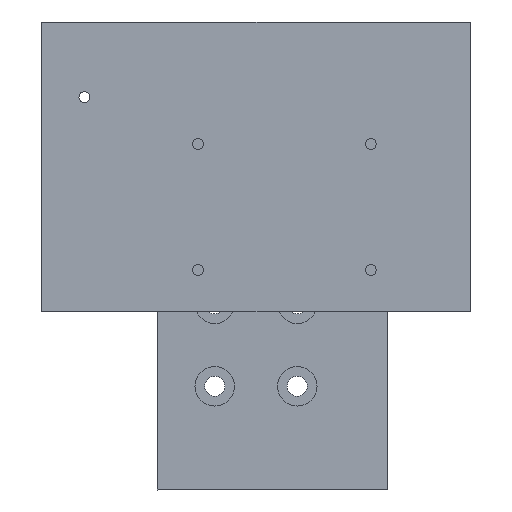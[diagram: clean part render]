
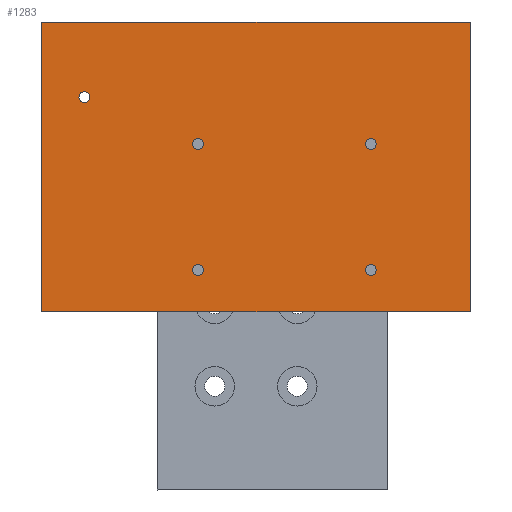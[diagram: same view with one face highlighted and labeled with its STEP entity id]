
A CAD part, front view. The second image highlights one B-rep face of the part: STEP entity #1283.
In plain terms, the highlighted planar face has unit normal (0, -1, 0).
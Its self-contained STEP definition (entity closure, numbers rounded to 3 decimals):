
#46=FACE_BOUND('',#235,.T.);
#47=FACE_BOUND('',#236,.T.);
#48=FACE_BOUND('',#237,.T.);
#49=FACE_BOUND('',#238,.T.);
#50=FACE_BOUND('',#239,.T.);
#81=PLANE('',#1395);
#141=FACE_OUTER_BOUND('',#234,.T.);
#234=EDGE_LOOP('',(#1022,#1023,#1024,#1025));
#235=EDGE_LOOP('',(#1026));
#236=EDGE_LOOP('',(#1027));
#237=EDGE_LOOP('',(#1028));
#238=EDGE_LOOP('',(#1029));
#239=EDGE_LOOP('',(#1030));
#336=LINE('',#1989,#466);
#339=LINE('',#1994,#469);
#341=LINE('',#1998,#471);
#342=LINE('',#2000,#472);
#466=VECTOR('',#1617,10.);
#469=VECTOR('',#1622,10.);
#471=VECTOR('',#1626,10.);
#472=VECTOR('',#1629,10.);
#568=CIRCLE('',#1396,1.65);
#569=CIRCLE('',#1397,1.65);
#570=CIRCLE('',#1398,1.65);
#571=CIRCLE('',#1399,1.65);
#572=CIRCLE('',#1400,1.65);
#640=VERTEX_POINT('',#1986);
#641=VERTEX_POINT('',#1988);
#642=VERTEX_POINT('',#1992);
#643=VERTEX_POINT('',#1996);
#644=VERTEX_POINT('',#2001);
#645=VERTEX_POINT('',#2003);
#646=VERTEX_POINT('',#2005);
#647=VERTEX_POINT('',#2007);
#648=VERTEX_POINT('',#2009);
#777=EDGE_CURVE('',#641,#640,#336,.T.);
#780=EDGE_CURVE('',#640,#642,#339,.T.);
#782=EDGE_CURVE('',#642,#643,#341,.T.);
#783=EDGE_CURVE('',#643,#641,#342,.T.);
#784=EDGE_CURVE('',#644,#644,#568,.T.);
#785=EDGE_CURVE('',#645,#645,#569,.T.);
#786=EDGE_CURVE('',#646,#646,#570,.T.);
#787=EDGE_CURVE('',#647,#647,#571,.T.);
#788=EDGE_CURVE('',#648,#648,#572,.T.);
#1022=ORIENTED_EDGE('',*,*,#783,.T.);
#1023=ORIENTED_EDGE('',*,*,#777,.T.);
#1024=ORIENTED_EDGE('',*,*,#780,.T.);
#1025=ORIENTED_EDGE('',*,*,#782,.T.);
#1026=ORIENTED_EDGE('',*,*,#784,.T.);
#1027=ORIENTED_EDGE('',*,*,#785,.T.);
#1028=ORIENTED_EDGE('',*,*,#786,.T.);
#1029=ORIENTED_EDGE('',*,*,#787,.T.);
#1030=ORIENTED_EDGE('',*,*,#788,.T.);
#1283=ADVANCED_FACE('',(#141,#46,#47,#48,#49,#50),#81,.F.);
#1395=AXIS2_PLACEMENT_3D('',#1999,#1627,#1628);
#1396=AXIS2_PLACEMENT_3D('',#2002,#1630,#1631);
#1397=AXIS2_PLACEMENT_3D('',#2004,#1632,#1633);
#1398=AXIS2_PLACEMENT_3D('',#2006,#1634,#1635);
#1399=AXIS2_PLACEMENT_3D('',#2008,#1636,#1637);
#1400=AXIS2_PLACEMENT_3D('',#2010,#1638,#1639);
#1617=DIRECTION('',(0.,0.,1.));
#1622=DIRECTION('',(-1.,0.,0.));
#1626=DIRECTION('',(0.,0.,-1.));
#1627=DIRECTION('center_axis',(0.,1.,0.));
#1628=DIRECTION('ref_axis',(-1.,0.,0.));
#1629=DIRECTION('',(1.,0.,0.));
#1630=DIRECTION('center_axis',(0.,1.,0.));
#1631=DIRECTION('ref_axis',(-1.,0.,0.));
#1632=DIRECTION('center_axis',(0.,1.,0.));
#1633=DIRECTION('ref_axis',(-1.,0.,0.));
#1634=DIRECTION('center_axis',(0.,1.,0.));
#1635=DIRECTION('ref_axis',(-1.,0.,0.));
#1636=DIRECTION('center_axis',(0.,1.,0.));
#1637=DIRECTION('ref_axis',(-1.,0.,0.));
#1638=DIRECTION('center_axis',(0.,1.,0.));
#1639=DIRECTION('ref_axis',(-1.,0.,0.));
#1986=CARTESIAN_POINT('',(67.201,-82.86,43.996));
#1988=CARTESIAN_POINT('',(67.201,-82.86,-43.904));
#1989=CARTESIAN_POINT('',(67.201,-82.86,22.021));
#1992=CARTESIAN_POINT('',(-62.799,-82.86,43.996));
#1994=CARTESIAN_POINT('',(-30.299,-82.86,43.996));
#1996=CARTESIAN_POINT('',(-62.799,-82.86,-43.904));
#1998=CARTESIAN_POINT('',(-62.799,-82.86,-21.929));
#1999=CARTESIAN_POINT('Origin',(2.201,-82.86,0.046));
#2000=CARTESIAN_POINT('',(34.701,-82.86,-43.904));
#2001=CARTESIAN_POINT('',(38.684,-82.86,-31.204));
#2002=CARTESIAN_POINT('Origin',(37.034,-82.86,-31.204));
#2003=CARTESIAN_POINT('',(-13.716,-82.86,-31.204));
#2004=CARTESIAN_POINT('Origin',(-15.366,-82.86,-31.204));
#2005=CARTESIAN_POINT('',(38.684,-82.86,6.996));
#2006=CARTESIAN_POINT('Origin',(37.034,-82.86,6.996));
#2007=CARTESIAN_POINT('',(-13.716,-82.86,6.996));
#2008=CARTESIAN_POINT('Origin',(-15.366,-82.86,6.996));
#2009=CARTESIAN_POINT('',(-48.175,-82.86,21.221));
#2010=CARTESIAN_POINT('Origin',(-49.825,-82.86,21.221));
